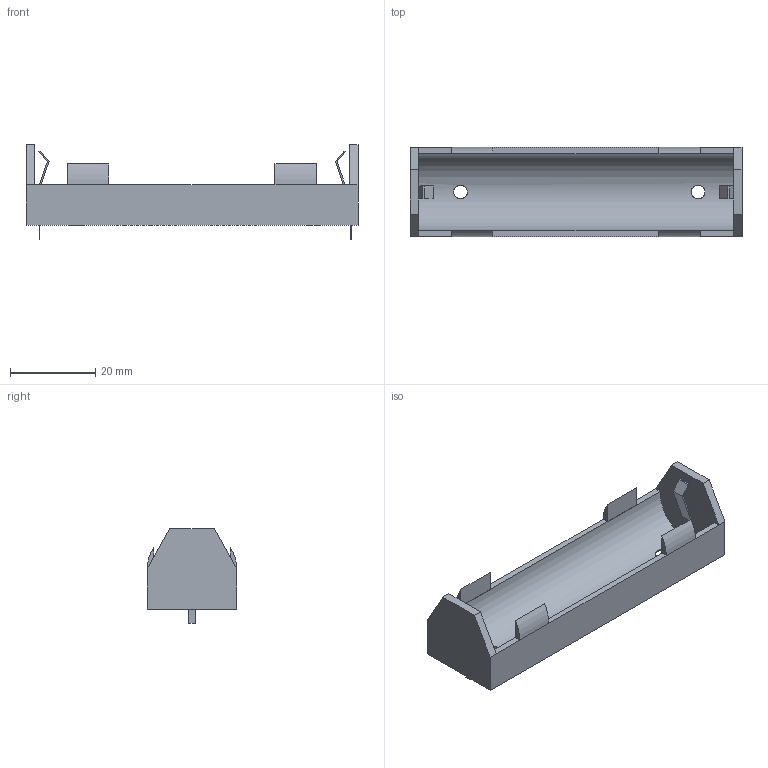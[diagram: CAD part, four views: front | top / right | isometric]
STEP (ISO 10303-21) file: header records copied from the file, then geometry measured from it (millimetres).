
FILE_DESCRIPTION(/* description */ ('model of BatteryHolder_MPD_BH-18650-PC2'),/* implementation_level */ '2;1');
FILE_NAME(/* name */ 'BatteryHolder_MPD_BH-18650-PC2.step',/* time_stamp */ '2018-12-13T15:58:11',/* author */ ('kicad StepUp','ksu'),/* organization */ ('FreeCAD'),/* preprocessor_version */ 'OCC',/* originating_system */ 'kicad StepUp',/* authorisation */ '');
FILE_SCHEMA(('AUTOMOTIVE_DESIGN { 1 0 10303 214 1 1 1 1 }'));
Length unit declared in the file: millimetre
Products named in the file (1): MPD_BH_18650_PC2
Bounding box: 77.7 x 20.9 x 22.2 mm (x, y, z)
Volume: 6463.3 mm3; surface area: 7365.5 mm2
Topology: 1 solids, 1 shells, 62 faces, 162 edges, 106 vertices
Faces by surface type: plane 55, cylinder 7
Full cylindrical faces by diameter (mm): 3.2 x2
Entity records: 1556 total; most frequent: CARTESIAN_POINT 401, ORIENTED_EDGE 258, EDGE_CURVE 162, LINE 127, VERTEX_POINT 106, FACE_BOUND 70, EDGE_LOOP 70, AXIS2_PLACEMENT_3D 67
